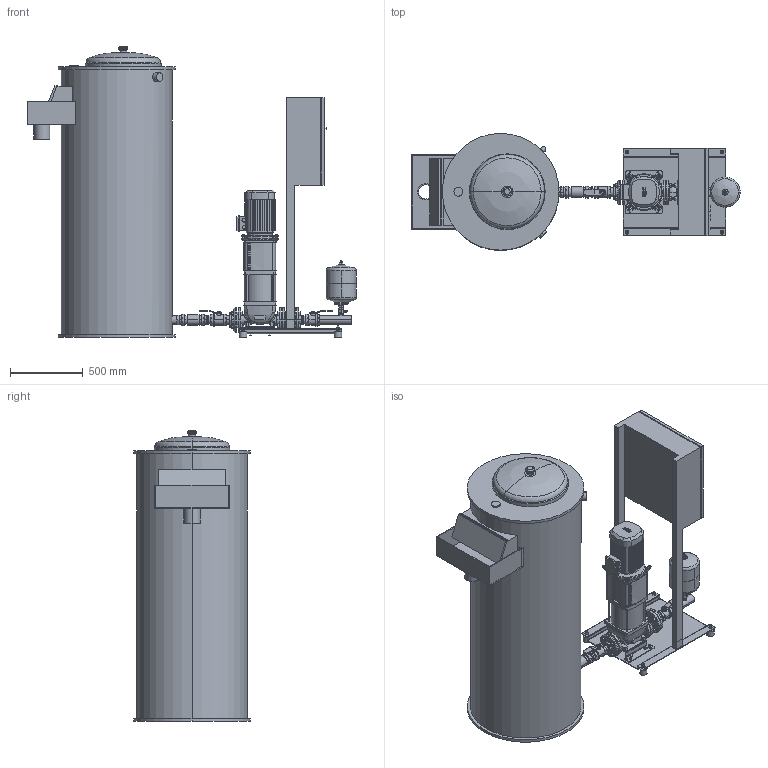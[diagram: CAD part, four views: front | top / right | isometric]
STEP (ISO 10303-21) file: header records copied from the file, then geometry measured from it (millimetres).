
FILE_DESCRIPTION((''),'2;1');
FILE_NAME('3d_FLACompact-1HELIXV2204DS8-2540116.stp','2016-01-25T12:55:21',(''),(''),'Mechanical Desktop 2009','Mechanical Desktop 2009',', , ');
FILE_SCHEMA(('CONFIG_CONTROL_DESIGN'));
Length unit declared in the file: millimetre
Products named in the file (1): Product
Bounding box: 2251 x 800 x 1995 mm (x, y, z)
Volume: 996029534.7 mm3; surface area: 12598281 mm2
Topology: 70 solids, 70 shells, 2322 faces, 5794 edges, 3759 vertices
Faces by surface type: bspline 837, plane 805, cylinder 478, cone 118, torus 80, sphere 4
Entity records: 78119 total; most frequent: CARTESIAN_POINT 23570, ORIENTED_EDGE 11580, DIRECTION 10589, EDGE_CURVE 5790, VERTEX_POINT 3759, AXIS2_PLACEMENT_3D 3544, VECTOR 3501, LINE 3501
